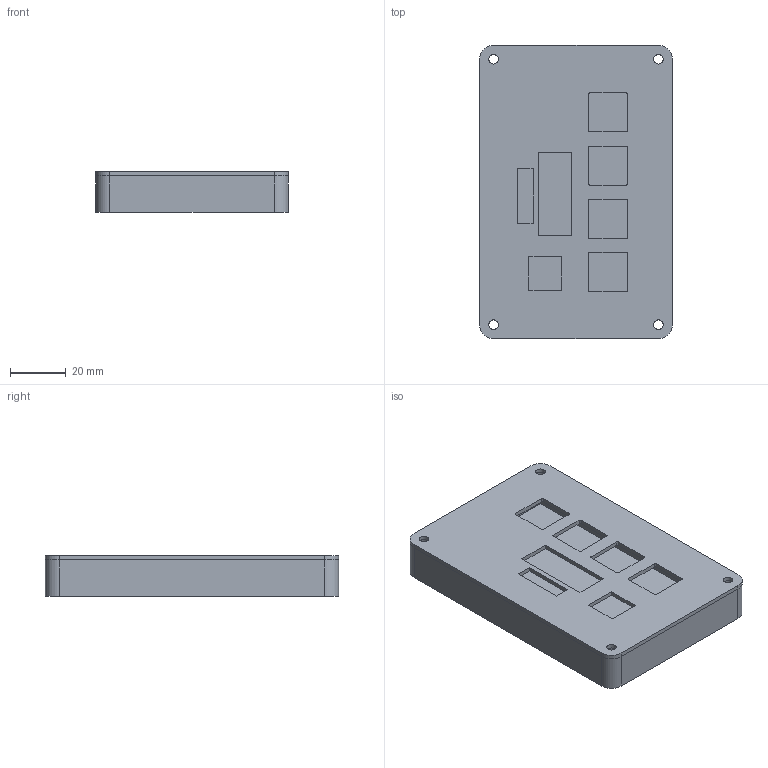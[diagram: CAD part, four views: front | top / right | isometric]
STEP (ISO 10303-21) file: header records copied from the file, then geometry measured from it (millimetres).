
FILE_DESCRIPTION(/* description */ (''),/* implementation_level */ '2;1');
FILE_NAME(/* name */ 'Assembled.step',/* time_stamp */ '2025-12-15T23:17:18+08:00',/* author */ (''),/* organization */ (''),/* preprocessor_version */ 'ST-DEVELOPER v20.1',/* originating_system */ 'Autodesk Translation Framework v14.21.0.0',/* authorisation */ '');
FILE_SCHEMA (('AUTOMOTIVE_DESIGN { 1 0 10303 214 3 1 1 }'));
Length unit declared in the file: millimetre
Products named in the file (6): Assembled; Case Bottom; Bottom; Case Top; Top; PCB
Assembly tree (5 placements, depth 3):
  Assembled
    Case Bottom
      Bottom
    Case Top
      Top
    PCB
Bounding box: 69 x 105 x 14.5 mm (x, y, z)
Volume: 66177.9 mm3; surface area: 43947.6 mm2
Topology: 3 solids, 3 shells, 94 faces, 252 edges, 168 vertices
Faces by surface type: plane 58, cylinder 36
Full cylindrical faces by diameter (mm): 3.4 x8, 6 x4
Entity records: 3172 total; most frequent: DIRECTION 534, CARTESIAN_POINT 525, ORIENTED_EDGE 504, EDGE_CURVE 252, LINE 180, VECTOR 180, AXIS2_PLACEMENT_3D 177, VERTEX_POINT 168
